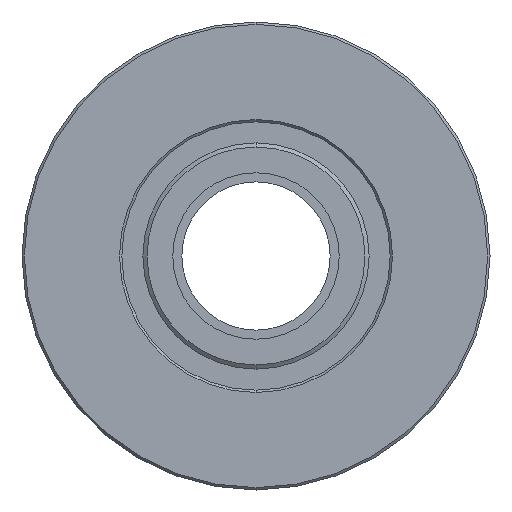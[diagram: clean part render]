
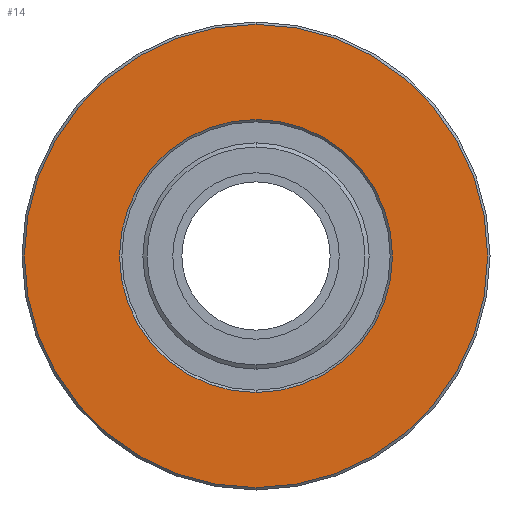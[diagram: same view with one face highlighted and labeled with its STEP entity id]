
A CAD part, front view. The second image highlights one B-rep face of the part: STEP entity #14.
In plain terms, the highlighted planar face has unit normal (0, -1, 0).
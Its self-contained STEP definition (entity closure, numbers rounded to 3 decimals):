
#14 = ADVANCED_FACE ( 'NONE', ( #1608, #1620 ), #1635, .F. ) ;
#28 = EDGE_CURVE ( 'NONE', #1268, #1269, #2338, .T. ) ;
#46 = EDGE_CURVE ( 'NONE', #1185, #1167, #776, .T. ) ;
#105 = AXIS2_PLACEMENT_3D ( 'NONE', #1560, #1594, #1598 ) ;
#135 = CARTESIAN_POINT ( 'NONE',  ( 0., 0., 0. ) ) ;
#136 = DIRECTION ( 'NONE',  ( 0., 1., 0. ) ) ;
#137 = DIRECTION ( 'NONE',  ( 0., 0., 1. ) ) ;
#269 = CIRCLE ( 'NONE', #270, 8.75 ) ;
#270 = AXIS2_PLACEMENT_3D ( 'NONE', #135, #136, #137 ) ;
#318 = DIRECTION ( 'NONE',  ( 0., -1., 0. ) ) ;
#337 = DIRECTION ( 'NONE',  ( 0., 0., 1. ) ) ;
#346 = CARTESIAN_POINT ( 'NONE',  ( 0., 0., 0. ) ) ;
#493 = AXIS2_PLACEMENT_3D ( 'NONE', #580, #631, #544 ) ;
#540 = CARTESIAN_POINT ( 'NONE',  ( 0., 0., 0. ) ) ;
#544 = DIRECTION ( 'NONE',  ( 0., 0., 1. ) ) ;
#580 = CARTESIAN_POINT ( 'NONE',  ( 0., 0., 0. ) ) ;
#631 = DIRECTION ( 'NONE',  ( 0., -1., 0. ) ) ;
#707 = DIRECTION ( 'NONE',  ( 0., 1., 0. ) ) ;
#716 = DIRECTION ( 'NONE',  ( 0., 0., 1. ) ) ;
#776 = CIRCLE ( 'NONE', #493, 14.85 ) ;
#826 = EDGE_CURVE ( 'NONE', #1167, #1185, #2297, .T. ) ;
#838 = EDGE_CURVE ( 'NONE', #1269, #1268, #269, .T. ) ;
#1167 = VERTEX_POINT ( 'NONE', #2075 ) ;
#1185 = VERTEX_POINT ( 'NONE', #2076 ) ;
#1223 = EDGE_LOOP ( 'NONE', ( #1654, #1651 ) ) ;
#1268 = VERTEX_POINT ( 'NONE', #2037 ) ;
#1269 = VERTEX_POINT ( 'NONE', #2025 ) ;
#1419 = EDGE_LOOP ( 'NONE', ( #1648, #1645 ) ) ;
#1491 = AXIS2_PLACEMENT_3D ( 'NONE', #540, #707, #716 ) ;
#1560 = CARTESIAN_POINT ( 'NONE',  ( -8.6, 0., 0. ) ) ;
#1594 = DIRECTION ( 'NONE',  ( 0., 1., 0. ) ) ;
#1598 = DIRECTION ( 'NONE',  ( 0., 0., 1. ) ) ;
#1608 = FACE_BOUND ( 'NONE', #1223, .T. ) ;
#1620 = FACE_OUTER_BOUND ( 'NONE', #1419, .T. ) ;
#1635 = PLANE ( 'NONE',  #105 ) ;
#1645 = ORIENTED_EDGE ( 'NONE', *, *, #46, .T. ) ;
#1648 = ORIENTED_EDGE ( 'NONE', *, *, #826, .T. ) ;
#1651 = ORIENTED_EDGE ( 'NONE', *, *, #28, .T. ) ;
#1654 = ORIENTED_EDGE ( 'NONE', *, *, #838, .T. ) ;
#2025 = CARTESIAN_POINT ( 'NONE',  ( 0., 0., -8.75 ) ) ;
#2037 = CARTESIAN_POINT ( 'NONE',  ( 0., 0., 8.75 ) ) ;
#2075 = CARTESIAN_POINT ( 'NONE',  ( 0., 0., 14.85 ) ) ;
#2076 = CARTESIAN_POINT ( 'NONE',  ( 0., 0., -14.85 ) ) ;
#2297 = CIRCLE ( 'NONE', #2303, 14.85 ) ;
#2303 = AXIS2_PLACEMENT_3D ( 'NONE', #346, #318, #337 ) ;
#2338 = CIRCLE ( 'NONE', #1491, 8.75 ) ;
